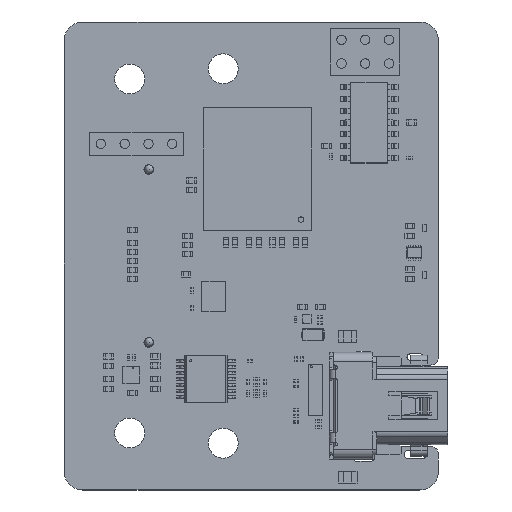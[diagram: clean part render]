
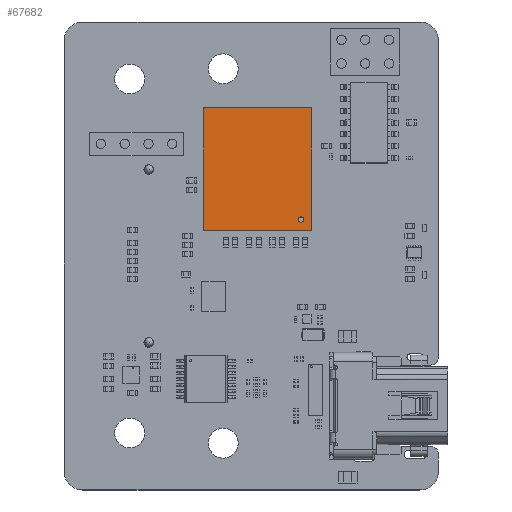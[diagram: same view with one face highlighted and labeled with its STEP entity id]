
A CAD part, top view. The second image highlights one B-rep face of the part: STEP entity #67682.
In plain terms, the highlighted planar face has unit normal (0, 0, 1).
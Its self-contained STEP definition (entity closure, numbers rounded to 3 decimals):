
#67561 = VERTEX_POINT('',#67562);
#67562 = CARTESIAN_POINT('',(5.804,-6.553,0.991));
#67568 = EDGE_CURVE('',#67569,#67561,#67571,.T.);
#67569 = VERTEX_POINT('',#67570);
#67570 = CARTESIAN_POINT('',(-5.804,-6.553,0.991));
#67571 = LINE('',#67572,#67573);
#67572 = CARTESIAN_POINT('',(-5.804,-6.553,0.991));
#67573 = VECTOR('',#67574,1.);
#67574 = DIRECTION('',(1.,0.,0.));
#67599 = VERTEX_POINT('',#67600);
#67600 = CARTESIAN_POINT('',(5.804,6.553,0.991));
#67606 = EDGE_CURVE('',#67561,#67599,#67607,.T.);
#67607 = LINE('',#67608,#67609);
#67608 = CARTESIAN_POINT('',(5.804,-6.553,0.991));
#67609 = VECTOR('',#67610,1.);
#67610 = DIRECTION('',(0.,1.,0.));
#67630 = VERTEX_POINT('',#67631);
#67631 = CARTESIAN_POINT('',(-5.804,6.553,0.991));
#67637 = EDGE_CURVE('',#67599,#67630,#67638,.T.);
#67638 = LINE('',#67639,#67640);
#67639 = CARTESIAN_POINT('',(5.804,6.553,0.991));
#67640 = VECTOR('',#67641,1.);
#67641 = DIRECTION('',(-1.,0.,0.));
#67659 = EDGE_CURVE('',#67630,#67569,#67660,.T.);
#67660 = LINE('',#67661,#67662);
#67661 = CARTESIAN_POINT('',(-5.804,6.553,0.991));
#67662 = VECTOR('',#67663,1.);
#67663 = DIRECTION('',(0.,-1.,0.));
#67682 = ADVANCED_FACE('',(#67683),#67689,.T.);
#67683 = FACE_BOUND('',#67684,.T.);
#67684 = EDGE_LOOP('',(#67685,#67686,#67687,#67688));
#67685 = ORIENTED_EDGE('',*,*,#67568,.T.);
#67686 = ORIENTED_EDGE('',*,*,#67606,.T.);
#67687 = ORIENTED_EDGE('',*,*,#67637,.T.);
#67688 = ORIENTED_EDGE('',*,*,#67659,.T.);
#67689 = PLANE('',#67690);
#67690 = AXIS2_PLACEMENT_3D('',#67691,#67692,#67693);
#67691 = CARTESIAN_POINT('',(-5.804,-6.553,0.991));
#67692 = DIRECTION('',(0.,0.,1.));
#67693 = DIRECTION('',(0.,1.,0.));
